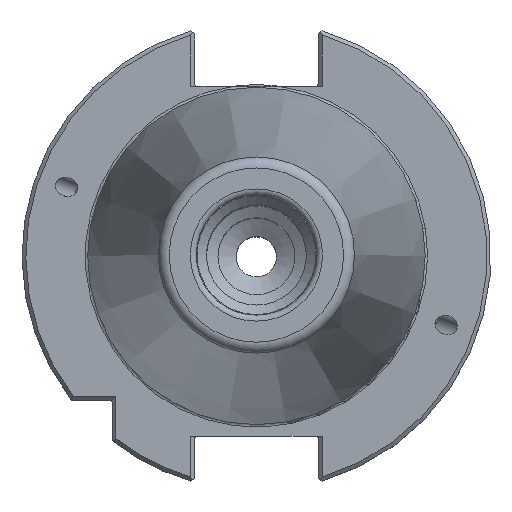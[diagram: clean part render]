
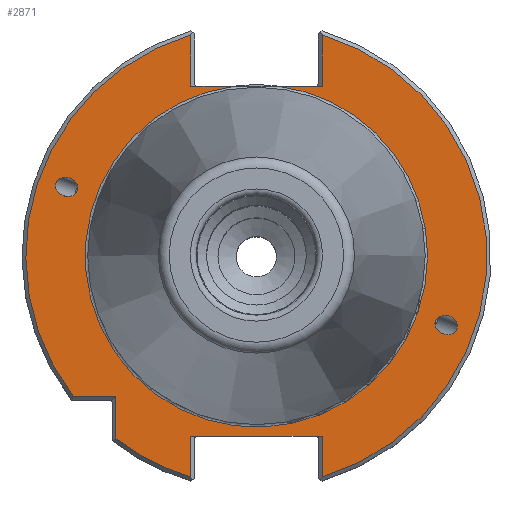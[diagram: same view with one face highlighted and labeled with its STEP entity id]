
A CAD part, top view. The second image highlights one B-rep face of the part: STEP entity #2871.
In plain terms, the highlighted planar face has unit normal (0, 0, 1).
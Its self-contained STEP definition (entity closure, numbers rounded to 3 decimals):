
#20=ELLIPSE('',#3033,2.381,1.95);
#23=ELLIPSE('',#3046,2.381,1.95);
#56=LINE('',#4199,#152);
#60=LINE('',#4215,#156);
#72=LINE('',#4363,#168);
#77=LINE('',#4377,#173);
#98=LINE('',#4443,#194);
#99=LINE('',#4445,#195);
#100=LINE('',#4447,#196);
#101=LINE('',#4448,#197);
#102=LINE('',#4449,#198);
#152=VECTOR('',#3419,1000.);
#156=VECTOR('',#3429,1000.);
#168=VECTOR('',#3509,1000.);
#173=VECTOR('',#3520,1000.);
#194=VECTOR('',#3579,1000.);
#195=VECTOR('',#3582,1000.);
#196=VECTOR('',#3583,1000.);
#197=VECTOR('',#3584,1000.);
#198=VECTOR('',#3585,1000.);
#340=CIRCLE('',#3039,47.95);
#342=CIRCLE('',#3042,35.591);
#343=CIRCLE('',#3044,47.95);
#344=CIRCLE('',#3048,47.95);
#394=PLANE('',#3094);
#775=ORIENTED_EDGE('',*,*,#1081,.F.);
#776=ORIENTED_EDGE('',*,*,#1080,.T.);
#777=ORIENTED_EDGE('',*,*,#1157,.T.);
#778=ORIENTED_EDGE('',*,*,#1158,.F.);
#779=ORIENTED_EDGE('',*,*,#1159,.T.);
#780=ORIENTED_EDGE('',*,*,#1083,.T.);
#781=ORIENTED_EDGE('',*,*,#1127,.T.);
#782=ORIENTED_EDGE('',*,*,#1160,.F.);
#783=ORIENTED_EDGE('',*,*,#1078,.F.);
#784=ORIENTED_EDGE('',*,*,#1161,.F.);
#785=ORIENTED_EDGE('',*,*,#1120,.T.);
#786=ORIENTED_EDGE('',*,*,#1075,.T.);
#787=ORIENTED_EDGE('',*,*,#1074,.T.);
#788=ORIENTED_EDGE('',*,*,#1067,.T.);
#789=ORIENTED_EDGE('',*,*,#1065,.F.);
#1065=EDGE_CURVE('',#1317,#1317,#20,.T.);
#1067=EDGE_CURVE('',#1319,#1318,#56,.T.);
#1074=EDGE_CURVE('',#1322,#1319,#60,.T.);
#1075=EDGE_CURVE('',#1324,#1322,#340,.T.);
#1078=EDGE_CURVE('',#1326,#1325,#342,.T.);
#1080=EDGE_CURVE('',#1318,#1327,#343,.T.);
#1081=EDGE_CURVE('',#1328,#1328,#23,.T.);
#1083=EDGE_CURVE('',#1331,#1330,#344,.T.);
#1120=EDGE_CURVE('',#1354,#1324,#72,.T.);
#1127=EDGE_CURVE('',#1330,#1359,#77,.T.);
#1157=EDGE_CURVE('',#1327,#1377,#98,.T.);
#1158=EDGE_CURVE('',#1378,#1377,#99,.T.);
#1159=EDGE_CURVE('',#1378,#1331,#100,.T.);
#1160=EDGE_CURVE('',#1325,#1359,#101,.T.);
#1161=EDGE_CURVE('',#1354,#1326,#102,.T.);
#1317=VERTEX_POINT('',#4192);
#1318=VERTEX_POINT('',#4198);
#1319=VERTEX_POINT('',#4200);
#1322=VERTEX_POINT('',#4211);
#1324=VERTEX_POINT('',#4218);
#1325=VERTEX_POINT('',#4225);
#1326=VERTEX_POINT('',#4226);
#1327=VERTEX_POINT('',#4233);
#1328=VERTEX_POINT('',#4237);
#1330=VERTEX_POINT('',#4244);
#1331=VERTEX_POINT('',#4246);
#1354=VERTEX_POINT('',#4364);
#1359=VERTEX_POINT('',#4376);
#1377=VERTEX_POINT('',#4442);
#1378=VERTEX_POINT('',#4446);
#1617=EDGE_LOOP('',(#775));
#1618=EDGE_LOOP('',(#776,#777,#778,#779,#780,#781,#782,#783,#784,#785,#786,
#787,#788));
#1619=EDGE_LOOP('',(#789));
#1808=FACE_BOUND('',#1617,.T.);
#1809=FACE_BOUND('',#1618,.T.);
#1810=FACE_BOUND('',#1619,.T.);
#2871=ADVANCED_FACE('',(#1808,#1809,#1810),#394,.T.);
#3033=AXIS2_PLACEMENT_3D('',#4191,#3415,#3416);
#3039=AXIS2_PLACEMENT_3D('',#4217,#3432,#3433);
#3042=AXIS2_PLACEMENT_3D('',#4227,#3438,#3439);
#3044=AXIS2_PLACEMENT_3D('',#4234,#3442,#3443);
#3046=AXIS2_PLACEMENT_3D('',#4236,#3446,#3447);
#3048=AXIS2_PLACEMENT_3D('',#4245,#3450,#3451);
#3094=AXIS2_PLACEMENT_3D('',#4444,#3580,#3581);
#3415=DIRECTION('',(0.,0.,1.));
#3416=DIRECTION('',(-0.94,0.342,0.));
#3419=DIRECTION('',(0.,-1.,0.));
#3429=DIRECTION('',(1.,0.,0.));
#3432=DIRECTION('',(0.,0.,1.));
#3433=DIRECTION('',(1.,0.,0.));
#3438=DIRECTION('',(0.,0.,1.));
#3439=DIRECTION('',(1.,0.,0.));
#3442=DIRECTION('',(0.,0.,1.));
#3443=DIRECTION('',(1.,0.,0.));
#3446=DIRECTION('',(0.,0.,1.));
#3447=DIRECTION('',(0.94,-0.342,0.));
#3450=DIRECTION('',(0.,0.,1.));
#3451=DIRECTION('',(1.,0.,0.));
#3509=DIRECTION('',(0.,1.,0.));
#3520=DIRECTION('',(0.,-1.,0.));
#3579=DIRECTION('',(0.,1.,0.));
#3580=DIRECTION('',(0.,0.,1.));
#3581=DIRECTION('',(1.,0.,0.));
#3582=DIRECTION('',(-1.,0.,0.));
#3583=DIRECTION('',(0.,-1.,0.));
#3584=DIRECTION('',(1.,0.,0.));
#3585=DIRECTION('',(1.,0.,0.));
#4191=CARTESIAN_POINT('',(39.467,-14.365,-3.2));
#4192=CARTESIAN_POINT('',(37.23,-13.551,-3.2));
#4198=CARTESIAN_POINT('',(-29.2,-38.034,-3.2));
#4199=CARTESIAN_POINT('',(-29.2,-38.616,-3.2));
#4200=CARTESIAN_POINT('',(-29.2,-29.2,-3.2));
#4211=CARTESIAN_POINT('',(-38.034,-29.2,-3.2));
#4215=CARTESIAN_POINT('',(-30.,-29.2,-3.2));
#4217=CARTESIAN_POINT('',(0.,0.,-3.2));
#4218=CARTESIAN_POINT('',(-13.65,45.966,-3.2));
#4225=CARTESIAN_POINT('',(4.543,35.3,-3.2));
#4226=CARTESIAN_POINT('',(-4.543,35.3,-3.2));
#4227=CARTESIAN_POINT('',(0.,0.,-3.2));
#4233=CARTESIAN_POINT('',(-13.65,-45.966,-3.2));
#4234=CARTESIAN_POINT('',(0.,0.,-3.2));
#4236=CARTESIAN_POINT('',(-39.467,14.365,-3.2));
#4237=CARTESIAN_POINT('',(-37.23,13.551,-3.2));
#4244=CARTESIAN_POINT('',(13.65,45.966,-3.2));
#4245=CARTESIAN_POINT('',(0.,0.,-3.2));
#4246=CARTESIAN_POINT('',(13.65,-45.966,-3.2));
#4363=CARTESIAN_POINT('',(-13.65,47.181,-3.2));
#4364=CARTESIAN_POINT('',(-13.65,35.3,-3.2));
#4376=CARTESIAN_POINT('',(13.65,35.3,-3.2));
#4377=CARTESIAN_POINT('',(13.65,35.3,-3.2));
#4442=CARTESIAN_POINT('',(-13.65,-37.5,-3.2));
#4443=CARTESIAN_POINT('',(-13.65,-37.5,-3.2));
#4444=CARTESIAN_POINT('',(35.591,0.,-3.2));
#4445=CARTESIAN_POINT('',(12.85,-37.5,-3.2));
#4446=CARTESIAN_POINT('',(13.65,-37.5,-3.2));
#4447=CARTESIAN_POINT('',(13.65,-47.181,-3.2));
#4448=CARTESIAN_POINT('',(-12.85,35.3,-3.2));
#4449=CARTESIAN_POINT('',(-12.85,35.3,-3.2));
